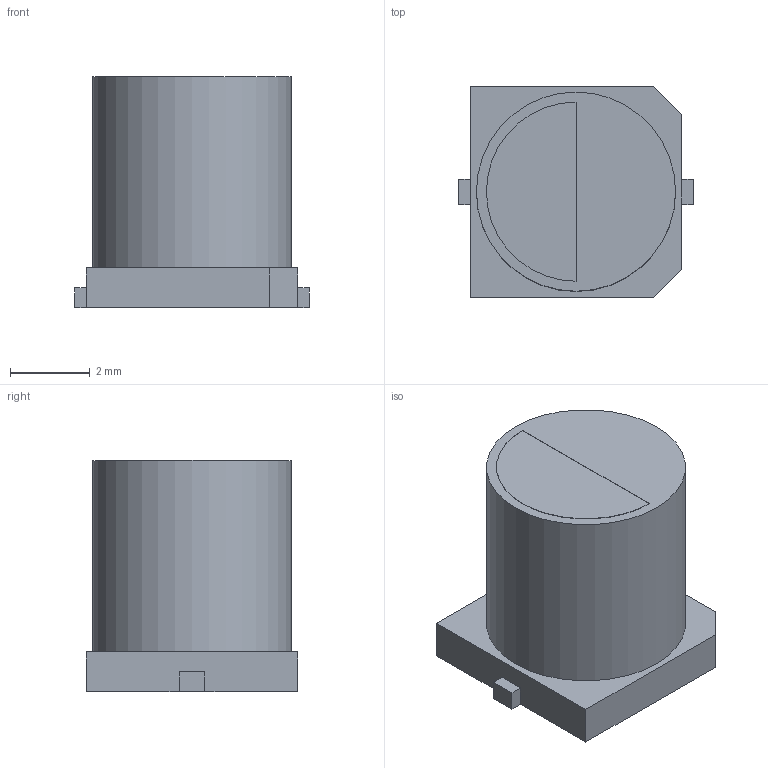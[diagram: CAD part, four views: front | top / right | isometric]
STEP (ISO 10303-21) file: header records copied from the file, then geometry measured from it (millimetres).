
FILE_DESCRIPTION(('FreeCAD Model'),'2;1');
FILE_NAME('Open CASCADE Shape Model','2023-12-05T17:48:02',(''),(''), 'Open CASCADE STEP processor 7.6','FreeCAD','Unknown');
FILE_SCHEMA(('AUTOMOTIVE_DESIGN { 1 0 10303 214 1 1 1 1 }'));
Length unit declared in the file: millimetre
Products named in the file (1): Pad004
Bounding box: 5.9 x 5.3 x 5.81 mm (x, y, z)
Volume: 122.1 mm3; surface area: 152.5 mm2
Topology: 1 solids, 1 shells, 23 faces, 53 edges, 34 vertices
Faces by surface type: plane 21, cylinder 2
Full cylindrical faces by diameter (mm): 5 x1
Entity records: 474 total; most frequent: ORIENTED_EDGE 90, EDGE_CURVE 53, LINE 47, CARTESIAN_POINT 46, VERTEX_POINT 34, AXIS2_PLACEMENT_3D 25, FACE_BOUND 25, EDGE_LOOP 25
